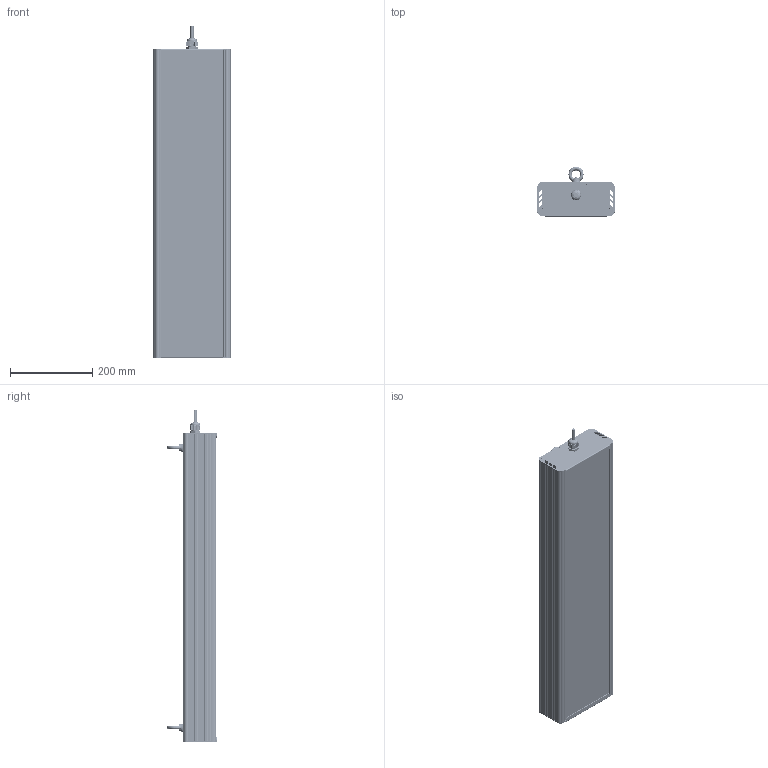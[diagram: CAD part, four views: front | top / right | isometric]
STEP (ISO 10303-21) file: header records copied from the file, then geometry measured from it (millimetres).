
FILE_DESCRIPTION(('STEP AP214'), '1');
FILE_NAME('001.0079.86.000 - ÃÑÏ-Ýêñòðà-Îïòèê-160', '2024-05-29T09:24:25', ('Åâãåíèé'), ('ÎÊÁ Ñâîé Ñòèëü'), 'C3D Converter', 'C3D Toolkit', '');
FILE_SCHEMA(('AUTOMOTIVE_DESIGN { 1 0 10303 214 3 1 1}'));
Length unit declared in the file: millimetre
Products named in the file (26): 001.0079.86.000; 001.0065.02.000
Assembly tree (63 placements, depth 4):
  001.0079.86.000
    (unnamed)
      (unnamed)
      (unnamed)
      (unnamed)
      (unnamed)  x6
      (unnamed)  x6
      (unnamed)
      (unnamed)
      (unnamed)
      (unnamed)
        (unnamed)
      (unnamed)  x16
        (unnamed)
        (unnamed)
        (unnamed)
        (unnamed)
        (unnamed)
        (unnamed)
        (unnamed)
        (unnamed)
        (unnamed)
        (unnamed)
    001.0065.02.000  x2
      (unnamed)
      (unnamed)
Bounding box: 187.37 x 121.62 x 806.43 mm (x, y, z)
Volume: 2501391.9 mm3; surface area: 1847728.3 mm2
Topology: 552 solids, 552 shells, 7598 faces, 17435 edges, 11691 vertices
Faces by surface type: plane 5424, cylinder 1772, bspline 261, cone 112, sphere 16, torus 13
Full cylindrical faces by diameter (mm): 1 x16, 2 x32, 2.5 x64, 2.8 x400, 3.2 x16, 3.5 x96, 4 x12, 6 x2, 8 x12, 9 x208, 12 x1, 12.5 x1, 16 x1, 18.5 x3, 20 x1, 23.5 x1
Entity records: 112876 total; most frequent: CARTESIAN_POINT 51579, DIRECTION 8952, ORIENTED_EDGE 8892, EDGE_CURVE 4446, AXIS2_PLACEMENT_3D 3128, VERTEX_POINT 3074, COLOUR_RGB 2762, PRESENTATION_STYLE_ASSIGNMENT 2762
